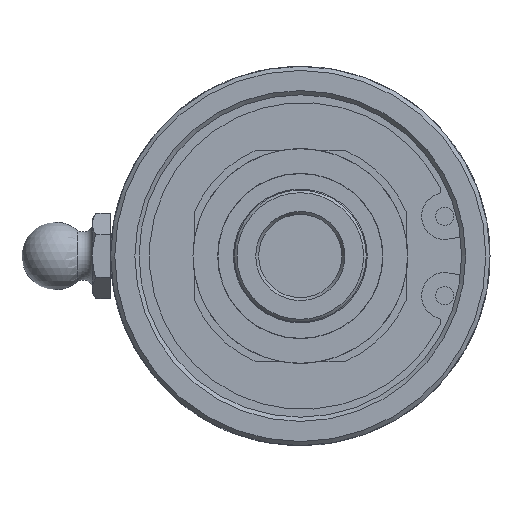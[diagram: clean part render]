
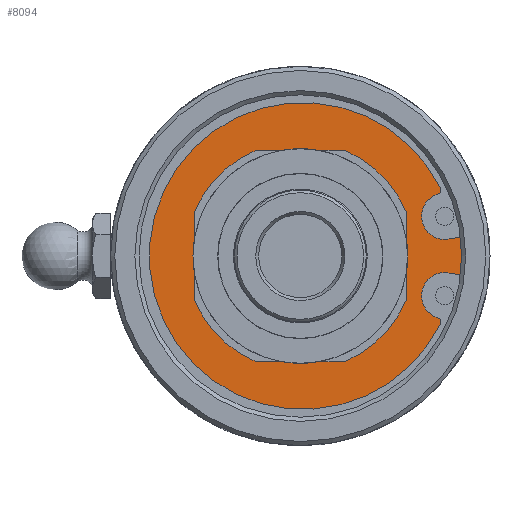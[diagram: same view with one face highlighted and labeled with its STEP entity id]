
A CAD part, left-side view. The second image highlights one B-rep face of the part: STEP entity #8094.
In plain terms, the highlighted planar face has unit normal (-1, 0, 0).
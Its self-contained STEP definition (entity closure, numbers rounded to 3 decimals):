
#414=PLANE('',#8742);
#496=FACE_BOUND('',#1763,.T.);
#1260=FACE_OUTER_BOUND('',#1762,.T.);
#1762=EDGE_LOOP('',(#7166,#7167,#7168,#7169,#7170,#7171,#7172,#7173));
#1763=EDGE_LOOP('',(#7174,#7175,#7176,#7177,#7178,#7179,#7180,#7181));
#1937=CIRCLE('',#8364,22.05);
#1938=CIRCLE('',#8366,22.05);
#1939=CIRCLE('',#8368,22.05);
#1940=CIRCLE('',#8370,22.05);
#1968=CIRCLE('',#8414,0.858);
#1970=CIRCLE('',#8417,29.517);
#1972=CIRCLE('',#8420,0.858);
#1974=CIRCLE('',#8423,4.474);
#1976=CIRCLE('',#8426,4.474);
#2141=CIRCLE('',#8743,33.45);
#2268=LINE('',#12004,#2696);
#2271=LINE('',#12010,#2699);
#2274=LINE('',#12016,#2702);
#2279=LINE('',#12032,#2707);
#2288=LINE('',#12101,#2716);
#2293=LINE('',#12116,#2721);
#2696=VECTOR('',#9281,10.);
#2699=VECTOR('',#9286,10.);
#2702=VECTOR('',#9291,10.);
#2707=VECTOR('',#9314,10.);
#2716=VECTOR('',#9389,10.);
#2721=VECTOR('',#9396,10.);
#3279=VERTEX_POINT('',#12002);
#3280=VERTEX_POINT('',#12003);
#3281=VERTEX_POINT('',#12008);
#3282=VERTEX_POINT('',#12009);
#3283=VERTEX_POINT('',#12014);
#3284=VERTEX_POINT('',#12015);
#3285=VERTEX_POINT('',#12020);
#3286=VERTEX_POINT('',#12028);
#3309=VERTEX_POINT('',#12098);
#3310=VERTEX_POINT('',#12100);
#3315=VERTEX_POINT('',#12113);
#3316=VERTEX_POINT('',#12115);
#3323=VERTEX_POINT('',#12134);
#3324=VERTEX_POINT('',#12136);
#3326=VERTEX_POINT('',#12142);
#3328=VERTEX_POINT('',#12148);
#4127=EDGE_CURVE('',#3279,#3280,#2268,.T.);
#4130=EDGE_CURVE('',#3281,#3282,#2271,.T.);
#4133=EDGE_CURVE('',#3283,#3284,#2274,.T.);
#4136=EDGE_CURVE('',#3285,#3283,#1937,.T.);
#4138=EDGE_CURVE('',#3284,#3281,#1938,.T.);
#4139=EDGE_CURVE('',#3282,#3279,#1939,.T.);
#4141=EDGE_CURVE('',#3280,#3286,#1940,.T.);
#4142=EDGE_CURVE('',#3286,#3285,#2279,.T.);
#4174=EDGE_CURVE('',#3310,#3309,#2288,.T.);
#4180=EDGE_CURVE('',#3316,#3315,#2293,.T.);
#4190=EDGE_CURVE('',#3324,#3323,#1968,.T.);
#4194=EDGE_CURVE('',#3323,#3326,#1970,.T.);
#4197=EDGE_CURVE('',#3326,#3328,#1972,.T.);
#4199=EDGE_CURVE('',#3328,#3310,#1974,.T.);
#4201=EDGE_CURVE('',#3315,#3324,#1976,.T.);
#4914=EDGE_CURVE('',#3309,#3316,#2141,.T.);
#7166=ORIENTED_EDGE('',*,*,#4174,.T.);
#7167=ORIENTED_EDGE('',*,*,#4914,.T.);
#7168=ORIENTED_EDGE('',*,*,#4180,.T.);
#7169=ORIENTED_EDGE('',*,*,#4201,.T.);
#7170=ORIENTED_EDGE('',*,*,#4190,.T.);
#7171=ORIENTED_EDGE('',*,*,#4194,.T.);
#7172=ORIENTED_EDGE('',*,*,#4197,.T.);
#7173=ORIENTED_EDGE('',*,*,#4199,.T.);
#7174=ORIENTED_EDGE('',*,*,#4133,.T.);
#7175=ORIENTED_EDGE('',*,*,#4138,.T.);
#7176=ORIENTED_EDGE('',*,*,#4130,.T.);
#7177=ORIENTED_EDGE('',*,*,#4139,.T.);
#7178=ORIENTED_EDGE('',*,*,#4127,.T.);
#7179=ORIENTED_EDGE('',*,*,#4141,.T.);
#7180=ORIENTED_EDGE('',*,*,#4142,.T.);
#7181=ORIENTED_EDGE('',*,*,#4136,.T.);
#8094=ADVANCED_FACE('',(#1260,#496),#414,.F.);
#8364=AXIS2_PLACEMENT_3D('',#12021,#9296,#9297);
#8366=AXIS2_PLACEMENT_3D('',#12024,#9301,#9302);
#8368=AXIS2_PLACEMENT_3D('',#12026,#9305,#9306);
#8370=AXIS2_PLACEMENT_3D('',#12030,#9310,#9311);
#8414=AXIS2_PLACEMENT_3D('',#12137,#9417,#9418);
#8417=AXIS2_PLACEMENT_3D('',#12144,#9425,#9426);
#8420=AXIS2_PLACEMENT_3D('',#12150,#9432,#9433);
#8423=AXIS2_PLACEMENT_3D('',#12153,#9438,#9439);
#8426=AXIS2_PLACEMENT_3D('',#12156,#9444,#9445);
#8742=AXIS2_PLACEMENT_3D('',#19109,#10374,#10375);
#8743=AXIS2_PLACEMENT_3D('',#19110,#10376,#10377);
#9281=DIRECTION('',(0.,-1.,0.));
#9286=DIRECTION('',(0.,0.,1.));
#9291=DIRECTION('',(0.,1.,0.));
#9296=DIRECTION('center_axis',(1.,0.,0.));
#9297=DIRECTION('ref_axis',(0.,-1.,0.));
#9301=DIRECTION('center_axis',(1.,0.,0.));
#9302=DIRECTION('ref_axis',(0.,-1.,0.));
#9305=DIRECTION('center_axis',(1.,0.,0.));
#9306=DIRECTION('ref_axis',(0.,-1.,0.));
#9310=DIRECTION('center_axis',(1.,0.,0.));
#9311=DIRECTION('ref_axis',(0.,-1.,0.));
#9314=DIRECTION('',(0.,0.,-1.));
#9389=DIRECTION('',(0.,-0.985,-0.174));
#9396=DIRECTION('',(0.,0.985,-0.174));
#9417=DIRECTION('center_axis',(-1.,0.,0.));
#9418=DIRECTION('ref_axis',(0.,-0.854,0.52));
#9425=DIRECTION('center_axis',(-1.,0.,0.));
#9426=DIRECTION('ref_axis',(0.,1.,0.));
#9432=DIRECTION('center_axis',(-1.,0.,0.));
#9433=DIRECTION('ref_axis',(0.,-0.492,0.871));
#9438=DIRECTION('center_axis',(1.,0.,0.));
#9439=DIRECTION('ref_axis',(0.,-0.27,0.963));
#9444=DIRECTION('center_axis',(1.,0.,0.));
#9445=DIRECTION('ref_axis',(0.,0.046,0.999));
#10374=DIRECTION('center_axis',(1.,0.,0.));
#10375=DIRECTION('ref_axis',(0.,0.,-1.));
#10376=DIRECTION('center_axis',(-1.,0.,0.));
#10377=DIRECTION('ref_axis',(0.,1.,0.));
#12002=CARTESIAN_POINT('',(5.78,8.502,20.345));
#12003=CARTESIAN_POINT('',(5.78,-8.502,20.345));
#12004=CARTESIAN_POINT('',(5.78,7.862,20.345));
#12008=CARTESIAN_POINT('',(5.78,20.345,-8.502));
#12009=CARTESIAN_POINT('',(5.78,20.345,8.502));
#12010=CARTESIAN_POINT('',(5.78,20.345,4.251));
#12014=CARTESIAN_POINT('',(5.78,-8.502,-20.345));
#12015=CARTESIAN_POINT('',(5.78,8.502,-20.345));
#12016=CARTESIAN_POINT('',(5.78,16.363,-20.345));
#12020=CARTESIAN_POINT('',(5.78,-20.345,-8.502));
#12021=CARTESIAN_POINT('Origin',(5.78,0.,
0.));
#12024=CARTESIAN_POINT('Origin',(5.78,0.,
0.));
#12026=CARTESIAN_POINT('Origin',(5.78,0.,
0.));
#12028=CARTESIAN_POINT('',(5.78,-20.345,8.502));
#12030=CARTESIAN_POINT('Origin',(5.78,0.,
0.));
#12032=CARTESIAN_POINT('',(5.78,-20.345,-4.251));
#12098=CARTESIAN_POINT('',(5.78,-33.2,-4.081));
#12100=CARTESIAN_POINT('',(5.78,-28.015,-3.167));
#12101=CARTESIAN_POINT('',(5.78,-5.744,0.76));
#12113=CARTESIAN_POINT('',(5.78,-28.015,3.167));
#12115=CARTESIAN_POINT('',(5.78,-33.2,4.081));
#12116=CARTESIAN_POINT('',(5.78,-2.412,-1.347));
#12134=CARTESIAN_POINT('',(5.78,-26.912,13.137));
#12136=CARTESIAN_POINT('',(5.78,-26.601,11.943));
#12137=CARTESIAN_POINT('Origin',(5.78,-26.179,12.69));
#12142=CARTESIAN_POINT('',(5.78,-26.912,-13.137));
#12144=CARTESIAN_POINT('Origin',(5.78,-0.479,0.));
#12148=CARTESIAN_POINT('',(5.78,-26.601,-11.943));
#12150=CARTESIAN_POINT('Origin',(5.78,-26.179,-12.69));
#12153=CARTESIAN_POINT('Origin',(5.78,-27.811,-7.636));
#12156=CARTESIAN_POINT('Origin',(5.78,-27.811,7.636));
#19109=CARTESIAN_POINT('Origin',(5.78,24.225,0.));
#19110=CARTESIAN_POINT('Origin',(5.78,0.,0.));
